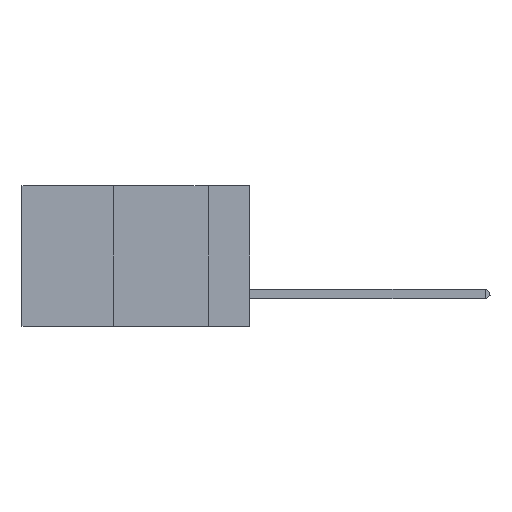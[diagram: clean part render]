
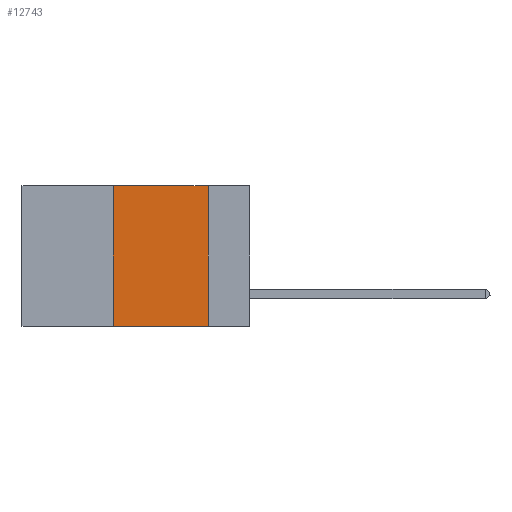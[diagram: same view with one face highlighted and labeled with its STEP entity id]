
A CAD part, left-side view. The second image highlights one B-rep face of the part: STEP entity #12743.
In plain terms, the highlighted planar face has unit normal (-1, 0, 0).
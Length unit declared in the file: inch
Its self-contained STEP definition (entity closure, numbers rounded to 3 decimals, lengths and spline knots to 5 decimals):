
#585 = LINE ( 'NONE', #7391, #9514 ) ;
#1143 = VECTOR ( 'NONE', #6867, 39.37008 ) ;
#1212 = FACE_OUTER_BOUND ( 'NONE', #9742, .T. ) ;
#1690 = CARTESIAN_POINT ( 'NONE',  ( 0., 0.36, -0.37 ) ) ;
#3576 = VECTOR ( 'NONE', #11371, 39.37008 ) ;
#3847 = DIRECTION ( 'NONE',  ( 1., 0., 0. ) ) ;
#4089 = LINE ( 'NONE', #13591, #1143 ) ;
#4309 = ORIENTED_EDGE ( 'NONE', *, *, #8705, .F. ) ;
#4977 = DIRECTION ( 'NONE',  ( 0., 0., -1. ) ) ;
#5724 = CARTESIAN_POINT ( 'NONE',  ( 0., 0.36, 0. ) ) ;
#6569 = LINE ( 'NONE', #8028, #3576 ) ;
#6867 = DIRECTION ( 'NONE',  ( 0., 0., -1. ) ) ;
#7391 = CARTESIAN_POINT ( 'NONE',  ( 0., 0.6, -0.37 ) ) ;
#7984 = ORIENTED_EDGE ( 'NONE', *, *, #9658, .F. ) ;
#8028 = CARTESIAN_POINT ( 'NONE',  ( 0., 0.6, 0. ) ) ;
#8108 = VERTEX_POINT ( 'NONE', #8807 ) ;
#8120 = CARTESIAN_POINT ( 'NONE',  ( 0., 0.36, 0. ) ) ;
#8538 = DIRECTION ( 'NONE',  ( 0., -1., 0. ) ) ;
#8685 = EDGE_CURVE ( 'NONE', #12484, #8108, #6569, .T. ) ;
#8705 = EDGE_CURVE ( 'NONE', #8108, #11583, #4089, .T. ) ;
#8807 = CARTESIAN_POINT ( 'NONE',  ( 0., 0.11, 0. ) ) ;
#9019 = AXIS2_PLACEMENT_3D ( 'NONE', #14059, #3847, #4977 ) ;
#9514 = VECTOR ( 'NONE', #8538, 39.37008 ) ;
#9658 = EDGE_CURVE ( 'NONE', #11786, #12484, #14218, .T. ) ;
#9742 = EDGE_LOOP ( 'NONE', ( #4309, #12623, #7984, #11693 ) ) ;
#10494 = EDGE_CURVE ( 'NONE', #11786, #11583, #585, .T. ) ;
#10544 = PLANE ( 'NONE',  #9019 ) ;
#11098 = VECTOR ( 'NONE', #11390, 39.37008 ) ;
#11371 = DIRECTION ( 'NONE',  ( 0., -1., 0. ) ) ;
#11390 = DIRECTION ( 'NONE',  ( 0., 0., 1. ) ) ;
#11583 = VERTEX_POINT ( 'NONE', #11667 ) ;
#11667 = CARTESIAN_POINT ( 'NONE',  ( 0., 0.11, -0.37 ) ) ;
#11693 = ORIENTED_EDGE ( 'NONE', *, *, #10494, .T. ) ;
#11786 = VERTEX_POINT ( 'NONE', #1690 ) ;
#12484 = VERTEX_POINT ( 'NONE', #8120 ) ;
#12623 = ORIENTED_EDGE ( 'NONE', *, *, #8685, .F. ) ;
#12743 = ADVANCED_FACE ( 'NONE', ( #1212 ), #10544, .F. ) ;
#13591 = CARTESIAN_POINT ( 'NONE',  ( 0., 0.11, 0. ) ) ;
#14059 = CARTESIAN_POINT ( 'NONE',  ( 0., 0.6, 0. ) ) ;
#14218 = LINE ( 'NONE', #5724, #11098 ) ;
